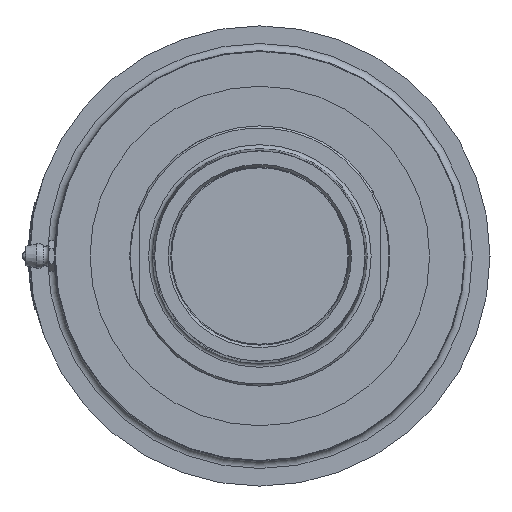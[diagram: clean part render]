
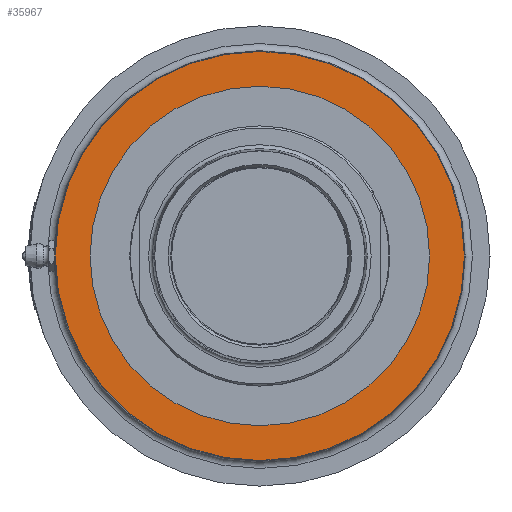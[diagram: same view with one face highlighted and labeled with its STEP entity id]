
A CAD part, left-side view. The second image highlights one B-rep face of the part: STEP entity #35967.
In plain terms, the highlighted planar face has unit normal (-1, 0, 0).
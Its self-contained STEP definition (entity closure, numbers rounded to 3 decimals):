
#6641=FACE_BOUND('',#11618,.T.);
#7500=PLANE('',#38765);
#9427=FACE_OUTER_BOUND('',#11617,.T.);
#11617=EDGE_LOOP('',(#33103,#33104));
#11618=EDGE_LOOP('',(#33105,#33106));
#13966=CIRCLE('',#38762,84.667);
#13967=CIRCLE('',#38763,84.667);
#13969=CIRCLE('',#38766,70.25);
#13970=CIRCLE('',#38767,70.25);
#17487=VERTEX_POINT('',#204119);
#17488=VERTEX_POINT('',#204120);
#17489=VERTEX_POINT('',#204125);
#17490=VERTEX_POINT('',#204126);
#22735=EDGE_CURVE('',#17487,#17488,#13966,.T.);
#22736=EDGE_CURVE('',#17488,#17487,#13967,.T.);
#22738=EDGE_CURVE('',#17489,#17490,#13969,.T.);
#22739=EDGE_CURVE('',#17490,#17489,#13970,.T.);
#33103=ORIENTED_EDGE('',*,*,#22735,.T.);
#33104=ORIENTED_EDGE('',*,*,#22736,.T.);
#33105=ORIENTED_EDGE('',*,*,#22738,.F.);
#33106=ORIENTED_EDGE('',*,*,#22739,.F.);
#35967=ADVANCED_FACE('',(#9427,#6641),#7500,.T.);
#38762=AXIS2_PLACEMENT_3D('',#204121,#46584,#46585);
#38763=AXIS2_PLACEMENT_3D('',#204122,#46586,#46587);
#38765=AXIS2_PLACEMENT_3D('',#204124,#46590,#46591);
#38766=AXIS2_PLACEMENT_3D('',#204127,#46592,#46593);
#38767=AXIS2_PLACEMENT_3D('',#204128,#46594,#46595);
#46584=DIRECTION('center_axis',(-1.,0.,0.));
#46585=DIRECTION('ref_axis',(0.,1.,0.));
#46586=DIRECTION('center_axis',(-1.,0.,0.));
#46587=DIRECTION('ref_axis',(0.,1.,0.));
#46590=DIRECTION('center_axis',(-1.,0.,0.));
#46591=DIRECTION('ref_axis',(0.,0.,1.));
#46592=DIRECTION('center_axis',(-1.,0.,0.));
#46593=DIRECTION('ref_axis',(0.,1.,0.));
#46594=DIRECTION('center_axis',(-1.,0.,0.));
#46595=DIRECTION('ref_axis',(0.,1.,0.));
#204119=CARTESIAN_POINT('',(-96.8,84.667,0.));
#204120=CARTESIAN_POINT('',(-96.8,0.,-84.667));
#204121=CARTESIAN_POINT('Origin',(-96.8,0.,0.));
#204122=CARTESIAN_POINT('Origin',(-96.8,0.,0.));
#204124=CARTESIAN_POINT('Origin',(-96.8,77.459,0.));
#204125=CARTESIAN_POINT('',(-96.8,70.25,0.));
#204126=CARTESIAN_POINT('',(-96.8,-70.25,0.));
#204127=CARTESIAN_POINT('Origin',(-96.8,0.,0.));
#204128=CARTESIAN_POINT('Origin',(-96.8,0.,0.));
